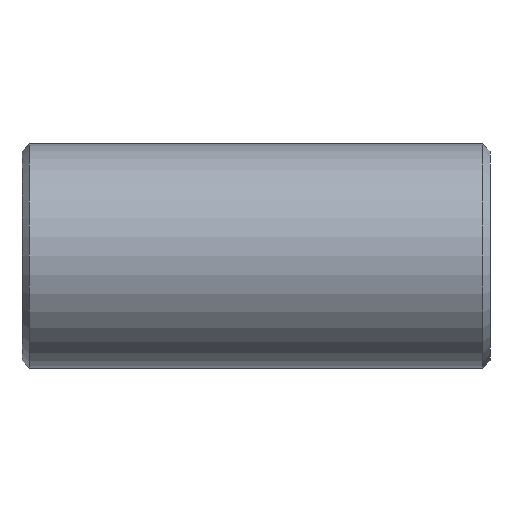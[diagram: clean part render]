
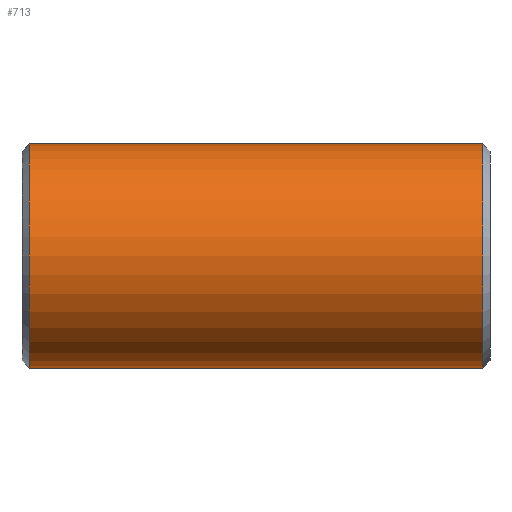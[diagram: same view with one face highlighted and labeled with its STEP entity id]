
A CAD part, front view. The second image highlights one B-rep face of the part: STEP entity #713.
In plain terms, the highlighted cylindrical face has radius 36.513 mm (diameter 73.025 mm), a partial arc.
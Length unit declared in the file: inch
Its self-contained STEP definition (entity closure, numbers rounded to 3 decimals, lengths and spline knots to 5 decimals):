
#31 = DIRECTION ( 'NONE',  ( -1., 0., 0. ) ) ;
#41 = CIRCLE ( 'NONE', #739, 1.4375 ) ;
#83 = CARTESIAN_POINT ( 'NONE',  ( 3., 0., -1.4375 ) ) ;
#141 = LINE ( 'NONE', #83, #493 ) ;
#155 = DIRECTION ( 'NONE',  ( 1., 0., 0. ) ) ;
#158 = DIRECTION ( 'NONE',  ( 0., 0., 1. ) ) ;
#160 = EDGE_CURVE ( 'NONE', #546, #272, #340, .T. ) ;
#172 = DIRECTION ( 'NONE',  ( -1., 0., 0. ) ) ;
#206 = ORIENTED_EDGE ( 'NONE', *, *, #160, .T. ) ;
#214 = CARTESIAN_POINT ( 'NONE',  ( -2.908, 0., 0. ) ) ;
#241 = DIRECTION ( 'NONE',  ( 0., 0., 1. ) ) ;
#257 = EDGE_CURVE ( 'NONE', #328, #546, #509, .T. ) ;
#272 = VERTEX_POINT ( 'NONE', #697 ) ;
#276 = EDGE_CURVE ( 'NONE', #272, #727, #41, .T. ) ;
#284 = CARTESIAN_POINT ( 'NONE',  ( 3., 0., 1.4375 ) ) ;
#309 = DIRECTION ( 'NONE',  ( -1., 0., 0. ) ) ;
#314 = FACE_OUTER_BOUND ( 'NONE', #485, .T. ) ;
#328 = VERTEX_POINT ( 'NONE', #473 ) ;
#340 = LINE ( 'NONE', #284, #720 ) ;
#381 = AXIS2_PLACEMENT_3D ( 'NONE', #764, #31, #692 ) ;
#435 = CARTESIAN_POINT ( 'NONE',  ( 2.908, 0., 1.4375 ) ) ;
#473 = CARTESIAN_POINT ( 'NONE',  ( 2.908, 0., -1.4375 ) ) ;
#478 = CYLINDRICAL_SURFACE ( 'NONE', #608, 1.4375 ) ;
#485 = EDGE_LOOP ( 'NONE', ( #746, #621, #206, #666 ) ) ;
#493 = VECTOR ( 'NONE', #309, 39.37008 ) ;
#509 = CIRCLE ( 'NONE', #381, 1.4375 ) ;
#546 = VERTEX_POINT ( 'NONE', #435 ) ;
#558 = CARTESIAN_POINT ( 'NONE',  ( 3., 0., 0. ) ) ;
#579 = CARTESIAN_POINT ( 'NONE',  ( -2.908, 0., -1.4375 ) ) ;
#608 = AXIS2_PLACEMENT_3D ( 'NONE', #558, #668, #241 ) ;
#621 = ORIENTED_EDGE ( 'NONE', *, *, #257, .T. ) ;
#640 = EDGE_CURVE ( 'NONE', #328, #727, #141, .T. ) ;
#666 = ORIENTED_EDGE ( 'NONE', *, *, #276, .T. ) ;
#668 = DIRECTION ( 'NONE',  ( -1., 0., 0. ) ) ;
#692 = DIRECTION ( 'NONE',  ( 0., 0., -1. ) ) ;
#697 = CARTESIAN_POINT ( 'NONE',  ( -2.908, 0., 1.4375 ) ) ;
#713 = ADVANCED_FACE ( 'NONE', ( #314 ), #478, .T. ) ;
#720 = VECTOR ( 'NONE', #172, 39.37008 ) ;
#727 = VERTEX_POINT ( 'NONE', #579 ) ;
#739 = AXIS2_PLACEMENT_3D ( 'NONE', #214, #155, #158 ) ;
#746 = ORIENTED_EDGE ( 'NONE', *, *, #640, .F. ) ;
#764 = CARTESIAN_POINT ( 'NONE',  ( 2.908, 0., 0. ) ) ;
